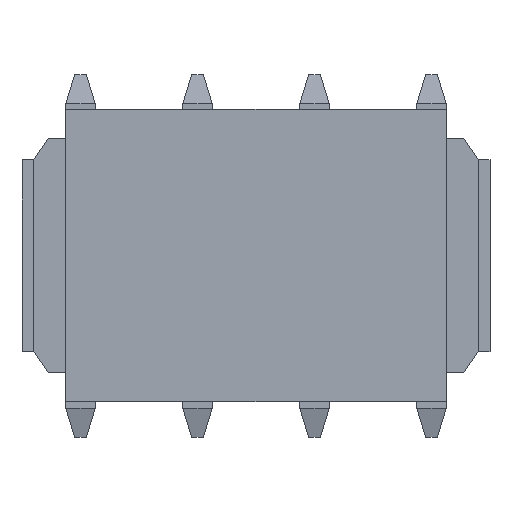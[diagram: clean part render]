
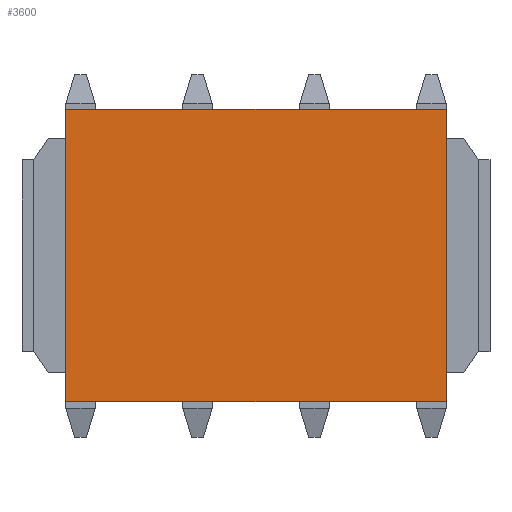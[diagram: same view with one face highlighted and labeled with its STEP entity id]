
A CAD part, top view. The second image highlights one B-rep face of the part: STEP entity #3600.
In plain terms, the highlighted planar face has unit normal (0, 0, 1).
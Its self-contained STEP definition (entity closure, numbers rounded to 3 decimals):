
#967=ORIENTED_EDGE('',*,*,#1518,.T.);
#968=ORIENTED_EDGE('',*,*,#1485,.F.);
#969=ORIENTED_EDGE('',*,*,#1516,.F.);
#970=ORIENTED_EDGE('',*,*,#1489,.T.);
#1485=EDGE_CURVE('',#1829,#1830,#2293,.T.);
#1489=EDGE_CURVE('',#1834,#1833,#2297,.T.);
#1516=EDGE_CURVE('',#1834,#1829,#2321,.T.);
#1518=EDGE_CURVE('',#1833,#1830,#2323,.T.);
#1829=VERTEX_POINT('',#5614);
#1830=VERTEX_POINT('',#5616);
#1833=VERTEX_POINT('',#5623);
#1834=VERTEX_POINT('',#5625);
#2293=LINE('',#5615,#2779);
#2297=LINE('',#5624,#2783);
#2321=LINE('',#5677,#2807);
#2323=LINE('',#5681,#2809);
#2779=VECTOR('',#4623,1000.);
#2783=VECTOR('',#4629,1000.);
#2807=VECTOR('',#4661,1000.);
#2809=VECTOR('',#4665,1000.);
#3031=EDGE_LOOP('',(#967,#968,#969,#970));
#3233=FACE_BOUND('',#3031,.T.);
#3417=PLANE('',#3844);
#3600=ADVANCED_FACE('',(#3233),#3417,.F.);
#3844=AXIS2_PLACEMENT_3D('',#5729,#4693,#4694);
#4623=DIRECTION('',(0.,1.,0.));
#4629=DIRECTION('',(0.,1.,0.));
#4661=DIRECTION('',(-1.,0.,0.));
#4665=DIRECTION('',(-1.,0.,0.));
#4693=DIRECTION('',(0.,0.,-1.));
#4694=DIRECTION('',(-1.,0.,0.));
#5614=CARTESIAN_POINT('',(-2.5,-3.25,2.25));
#5615=CARTESIAN_POINT('',(-2.5,-3.25,2.25));
#5616=CARTESIAN_POINT('',(-2.5,3.25,2.25));
#5623=CARTESIAN_POINT('',(2.5,3.25,2.25));
#5624=CARTESIAN_POINT('',(2.5,-3.25,2.25));
#5625=CARTESIAN_POINT('',(2.5,-3.25,2.25));
#5677=CARTESIAN_POINT('',(2.5,-3.25,2.25));
#5681=CARTESIAN_POINT('',(2.5,3.25,2.25));
#5729=CARTESIAN_POINT('',(2.5,-3.25,2.25));
